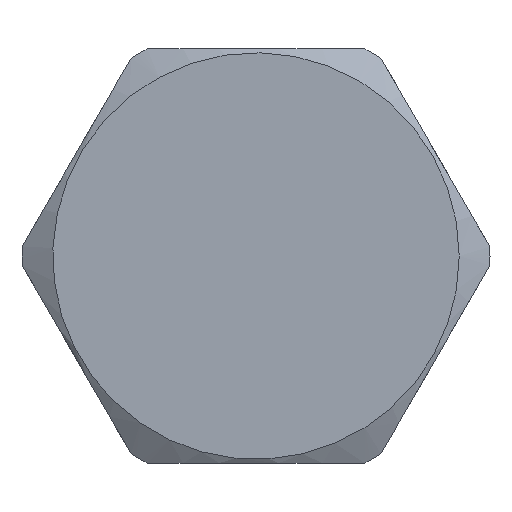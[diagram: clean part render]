
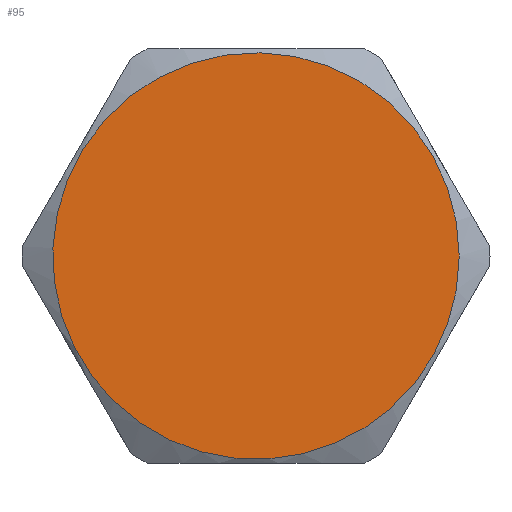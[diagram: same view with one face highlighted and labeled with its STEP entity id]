
A CAD part, front view. The second image highlights one B-rep face of the part: STEP entity #95.
In plain terms, the highlighted planar face has unit normal (0, -1, 0).
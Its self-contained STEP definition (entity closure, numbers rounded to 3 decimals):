
#95 = ADVANCED_FACE( '', ( #196 ), #197, .T. );
#196 = FACE_OUTER_BOUND( '', #377, .T. );
#197 = PLANE( '', #378 );
#377 = EDGE_LOOP( '', ( #652 ) );
#378 = AXIS2_PLACEMENT_3D( '', #653, #654, #655 );
#652 = ORIENTED_EDGE( '', *, *, #879, .T. );
#653 = CARTESIAN_POINT( '', ( 0., 0., 0. ) );
#654 = DIRECTION( '', ( 0., -1., 0. ) );
#655 = DIRECTION( '', ( 0., 0., -1. ) );
#879 = EDGE_CURVE( '', #984, #984, #985, .T. );
#984 = VERTEX_POINT( '', #1606 );
#985 = CIRCLE( '', #1607, 10.9 );
#1606 = CARTESIAN_POINT( '', ( 10.9, 0., 0. ) );
#1607 = AXIS2_PLACEMENT_3D( '', #1950, #1951, #1952 );
#1950 = CARTESIAN_POINT( '', ( 0., 0., 0. ) );
#1951 = DIRECTION( '', ( 0., -1., 0. ) );
#1952 = DIRECTION( '', ( 1., 0., 0. ) );
